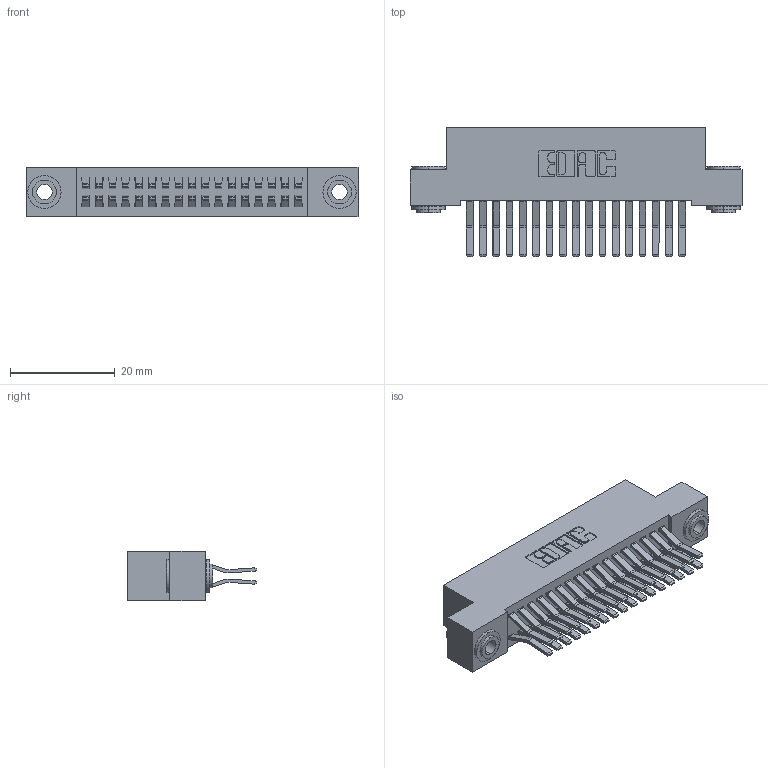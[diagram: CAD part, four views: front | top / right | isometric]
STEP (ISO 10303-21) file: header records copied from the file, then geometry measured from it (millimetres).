
FILE_DESCRIPTION (( 'STEP AP203' ), '1' );
FILE_NAME ('342-034-560-203.STEP', '2018-08-11T19:09:31', ( '' ), ( '' ), 'SwSTEP 2.0', 'SolidWorks 2016', '' );
FILE_SCHEMA (( 'CONFIG_CONTROL_DESIGN' ));
Length unit declared in the file: inch
Products named in the file (4): 342 Part_.156 TH; 345-292-001_560 Tail; 342-250-002_345-250-002-102; 342-034-560-203
Assembly tree (37 placements, depth 2):
  342-034-560-203
    342 Part_.156 TH
    345-292-001_560 Tail  x34
    342-250-002_345-250-002-102  x2
Bounding box: 63.5 x 24.78 x 9.4 mm (x, y, z)
Volume: 5833.2 mm3; surface area: 9628.3 mm2
Topology: 37 solids, 37 shells, 1984 faces, 5849 edges, 3850 vertices
Faces by surface type: plane 1300, cylinder 676, cone 8
Entity records: 14776 total; most frequent: CARTESIAN_POINT 2453, ORIENTED_EDGE 2382, DIRECTION 2177, EDGE_CURVE 1191, LINE 1035, VECTOR 1035, VERTEX_POINT 790, AXIS2_PLACEMENT_3D 571
